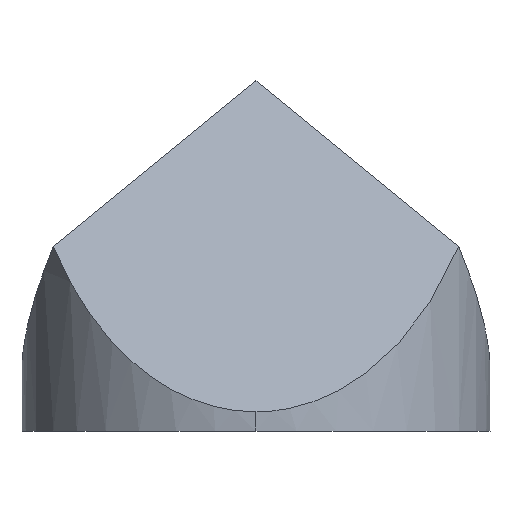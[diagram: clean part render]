
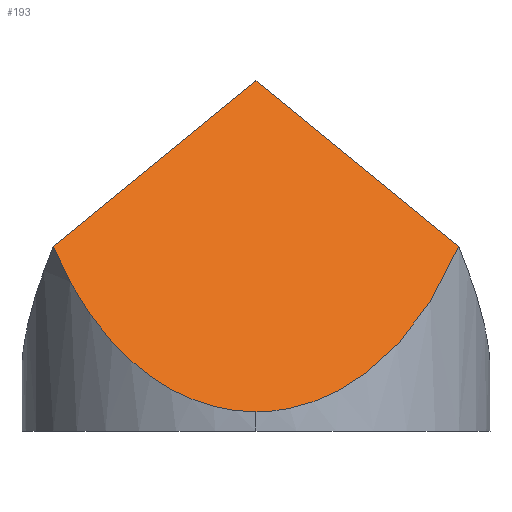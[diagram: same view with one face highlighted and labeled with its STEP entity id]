
A CAD part, left-side view. The second image highlights one B-rep face of the part: STEP entity #193.
In plain terms, the highlighted planar face has unit normal (-0.816, 0, 0.577).
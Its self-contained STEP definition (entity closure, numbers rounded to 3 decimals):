
#8 = CARTESIAN_POINT ( 'NONE',  ( -19.05, -6.973, 1.565 ) ) ;
#10 = CARTESIAN_POINT ( 'NONE',  ( -15.564, -13.011, 6.494 ) ) ;
#20 = DIRECTION ( 'NONE',  ( 0.408, 0.707, 0.577 ) ) ;
#24 = DIRECTION ( 'NONE',  ( 0.408, -0.707, 0.577 ) ) ;
#26 = ORIENTED_EDGE ( 'NONE', *, *, #126, .F. ) ;
#31 = LINE ( 'NONE', #73, #191 ) ;
#41 = PLANE ( 'NONE',  #217 ) ;
#45 = EDGE_CURVE ( 'NONE', #78, #89, #235, .T. ) ;
#48 = VERTEX_POINT ( 'NONE', #50 ) ;
#50 = CARTESIAN_POINT ( 'NONE',  ( -9.525, 16.498, 15.032 ) ) ;
#51 = VECTOR ( 'NONE', #20, 1000. ) ;
#53 = DIRECTION ( 'NONE',  ( -0.577, 0., -0.816 ) ) ;
#58 = EDGE_LOOP ( 'NONE', ( #95, #212, #26, #158 ) ) ;
#66 =( BOUNDED_CURVE ( )  B_SPLINE_CURVE ( 3, ( #83, #177, #282, #128 ),
 .UNSPECIFIED., .F., .F. ) 
 B_SPLINE_CURVE_WITH_KNOTS ( ( 4, 4 ),
 ( 0., 1.047 ),
 .UNSPECIFIED. ) 
 CURVE ( )  GEOMETRIC_REPRESENTATION_ITEM ( )  RATIONAL_B_SPLINE_CURVE ( ( 1., 0.911, 0.911, 1. ) ) 
 REPRESENTATION_ITEM ( '' )  );
#67 = VERTEX_POINT ( 'NONE', #219 ) ;
#73 = CARTESIAN_POINT ( 'NONE',  ( 7.074, -12.252, 38.501 ) ) ;
#78 = VERTEX_POINT ( 'NONE', #296 ) ;
#83 = CARTESIAN_POINT ( 'NONE',  ( -19.05, 0., 1.565 ) ) ;
#89 = VERTEX_POINT ( 'NONE', #270 ) ;
#95 = ORIENTED_EDGE ( 'NONE', *, *, #274, .F. ) ;
#101 = CARTESIAN_POINT ( 'NONE',  ( -19.05, 0., 1.565 ) ) ;
#112 = DIRECTION ( 'NONE',  ( 0.816, 0., -0.577 ) ) ;
#120 = FACE_OUTER_BOUND ( 'NONE', #58, .T. ) ;
#126 = EDGE_CURVE ( 'NONE', #48, #89, #31, .T. ) ;
#128 = CARTESIAN_POINT ( 'NONE',  ( -9.525, 16.498, 15.032 ) ) ;
#149 =( BOUNDED_CURVE ( )  B_SPLINE_CURVE ( 3, ( #308, #10, #8, #101 ),
 .UNSPECIFIED., .F., .T. ) 
 B_SPLINE_CURVE_WITH_KNOTS ( ( 4, 4 ),
 ( 5.236, 6.283 ),
 .UNSPECIFIED. ) 
 CURVE ( )  GEOMETRIC_REPRESENTATION_ITEM ( )  RATIONAL_B_SPLINE_CURVE ( ( 1., 0.911, 0.911, 1. ) ) 
 REPRESENTATION_ITEM ( '' )  );
#158 = ORIENTED_EDGE ( 'NONE', *, *, #252, .F. ) ;
#177 = CARTESIAN_POINT ( 'NONE',  ( -19.05, 6.973, 1.565 ) ) ;
#191 = VECTOR ( 'NONE', #24, 1000. ) ;
#193 = ADVANCED_FACE ( 'NONE', ( #120 ), #41, .F. ) ;
#212 = ORIENTED_EDGE ( 'NONE', *, *, #45, .T. ) ;
#213 = CARTESIAN_POINT ( 'NONE',  ( -7.074, -12.252, 18.499 ) ) ;
#217 = AXIS2_PLACEMENT_3D ( 'NONE', #244, #112, #53 ) ;
#219 = CARTESIAN_POINT ( 'NONE',  ( -19.05, 0., 1.565 ) ) ;
#235 = LINE ( 'NONE', #213, #51 ) ;
#244 = CARTESIAN_POINT ( 'NONE',  ( 0., -24.5, 28.5 ) ) ;
#252 = EDGE_CURVE ( 'NONE', #67, #48, #66, .T. ) ;
#270 = CARTESIAN_POINT ( 'NONE',  ( 0., 0., 28.5 ) ) ;
#274 = EDGE_CURVE ( 'NONE', #78, #67, #149, .T. ) ;
#282 = CARTESIAN_POINT ( 'NONE',  ( -15.564, 13.011, 6.494 ) ) ;
#296 = CARTESIAN_POINT ( 'NONE',  ( -9.525, -16.498, 15.032 ) ) ;
#308 = CARTESIAN_POINT ( 'NONE',  ( -9.525, -16.498, 15.032 ) ) ;
